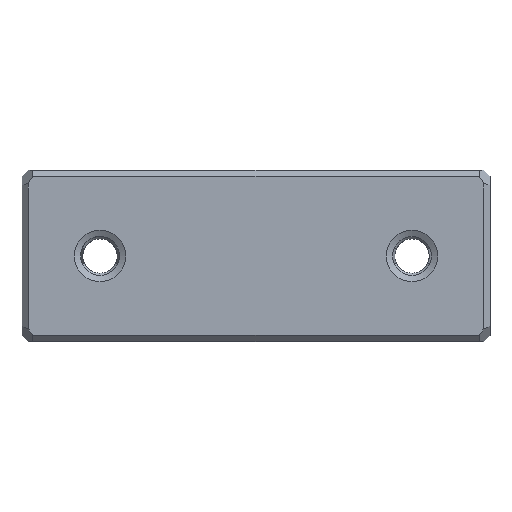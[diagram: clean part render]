
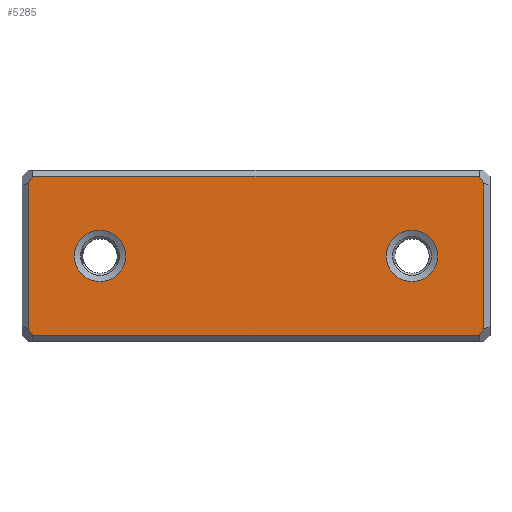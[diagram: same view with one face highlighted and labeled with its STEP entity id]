
A CAD part, top view. The second image highlights one B-rep face of the part: STEP entity #5285.
In plain terms, the highlighted planar face has unit normal (0, 0, 1).
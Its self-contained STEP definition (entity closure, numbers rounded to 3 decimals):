
#5193=CIRCLE('',#23426,0.825);
#5194=CIRCLE('',#23427,0.825);
#5285=ADVANCED_FACE('DRAWINGID_51',(#7439,#7440,#7441),#6273,.F.);
#6273=PLANE('',#23428);
#7439=FACE_BOUND('',#7605,.T.);
#7440=FACE_BOUND('',#7606,.T.);
#7441=FACE_BOUND('',#7607,.T.);
#7605=EDGE_LOOP('',(#9377));
#7606=EDGE_LOOP('',(#9378));
#7607=EDGE_LOOP('',(#9379,#9380,#9381,#9382,#9383,#9384,#9385,#9386));
#9377=ORIENTED_EDGE('',*,*,#16685,.T.);
#9378=ORIENTED_EDGE('',*,*,#16686,.T.);
#9379=ORIENTED_EDGE('',*,*,#16687,.T.);
#9380=ORIENTED_EDGE('',*,*,#16688,.T.);
#9381=ORIENTED_EDGE('',*,*,#16689,.T.);
#9382=ORIENTED_EDGE('',*,*,#16690,.T.);
#9383=ORIENTED_EDGE('',*,*,#16691,.T.);
#9384=ORIENTED_EDGE('',*,*,#16692,.T.);
#9385=ORIENTED_EDGE('',*,*,#16693,.T.);
#9386=ORIENTED_EDGE('',*,*,#16694,.T.);
#14809=VERTEX_POINT('',#30338);
#14810=VERTEX_POINT('',#30340);
#14811=VERTEX_POINT('',#30342);
#14812=VERTEX_POINT('',#30343);
#14813=VERTEX_POINT('',#30345);
#14814=VERTEX_POINT('',#30347);
#14815=VERTEX_POINT('',#30349);
#14816=VERTEX_POINT('',#30351);
#14817=VERTEX_POINT('',#30353);
#14818=VERTEX_POINT('',#30355);
#16685=EDGE_CURVE('',#14809,#14809,#5193,.T.);
#16686=EDGE_CURVE('',#14810,#14810,#5194,.T.);
#16687=EDGE_CURVE('',#14811,#14812,#19259,.T.);
#16688=EDGE_CURVE('',#14812,#14813,#19260,.T.);
#16689=EDGE_CURVE('',#14813,#14814,#19261,.T.);
#16690=EDGE_CURVE('',#14814,#14815,#19262,.T.);
#16691=EDGE_CURVE('',#14815,#14816,#19263,.T.);
#16692=EDGE_CURVE('',#14816,#14817,#19264,.T.);
#16693=EDGE_CURVE('',#14817,#14818,#19265,.T.);
#16694=EDGE_CURVE('',#14818,#14811,#19266,.T.);
#19259=LINE('',#30341,#21587);
#19260=LINE('',#30344,#21588);
#19261=LINE('',#30346,#21589);
#19262=LINE('',#30348,#21590);
#19263=LINE('',#30350,#21591);
#19264=LINE('',#30352,#21592);
#19265=LINE('',#30354,#21593);
#19266=LINE('',#30356,#21594);
#21587=VECTOR('',#24976,1.);
#21588=VECTOR('',#24977,1.);
#21589=VECTOR('',#24978,1.);
#21590=VECTOR('',#24979,1.);
#21591=VECTOR('',#24980,1.);
#21592=VECTOR('',#24981,1.);
#21593=VECTOR('',#24982,1.);
#21594=VECTOR('',#24983,1.);
#23426=AXIS2_PLACEMENT_3D('',#30337,#24972,#24973);
#23427=AXIS2_PLACEMENT_3D('',#30339,#24974,#24975);
#23428=AXIS2_PLACEMENT_3D('',#30357,#24984,#24985);
#24972=DIRECTION('',(0.,0.,-1.));
#24973=DIRECTION('',(-1.,0.,0.));
#24974=DIRECTION('',(0.,0.,-1.));
#24975=DIRECTION('',(-1.,0.,0.));
#24976=DIRECTION('',(-0.577,-0.816,0.));
#24977=DIRECTION('',(0.,-1.,0.));
#24978=DIRECTION('',(0.577,-0.816,0.));
#24979=DIRECTION('',(1.,0.,0.));
#24980=DIRECTION('',(0.577,0.816,0.));
#24981=DIRECTION('',(0.,1.,0.));
#24982=DIRECTION('',(-0.577,0.816,0.));
#24983=DIRECTION('',(-1.,0.,0.));
#24984=DIRECTION('',(0.,0.,-1.));
#24985=DIRECTION('',(1.,0.,0.));
#30337=CARTESIAN_POINT('',(-5.,0.,3.2));
#30338=CARTESIAN_POINT('',(-5.825,0.,3.2));
#30339=CARTESIAN_POINT('',(5.,0.,3.2));
#30340=CARTESIAN_POINT('',(4.175,0.,3.2));
#30341=CARTESIAN_POINT('',(-7.23,2.437,3.2));
#30342=CARTESIAN_POINT('',(-7.15,2.55,3.2));
#30343=CARTESIAN_POINT('',(-7.3,2.338,3.2));
#30344=CARTESIAN_POINT('',(-7.3,2.75,3.2));
#30345=CARTESIAN_POINT('',(-7.3,-2.338,3.2));
#30346=CARTESIAN_POINT('',(-7.23,-2.437,3.2));
#30347=CARTESIAN_POINT('',(-7.15,-2.55,3.2));
#30348=CARTESIAN_POINT('',(7.5,-2.55,3.2));
#30349=CARTESIAN_POINT('',(7.15,-2.55,3.2));
#30350=CARTESIAN_POINT('',(7.23,-2.437,3.2));
#30351=CARTESIAN_POINT('',(7.3,-2.338,3.2));
#30352=CARTESIAN_POINT('',(7.3,2.055,3.2));
#30353=CARTESIAN_POINT('',(7.3,2.338,3.2));
#30354=CARTESIAN_POINT('',(7.23,2.437,3.2));
#30355=CARTESIAN_POINT('',(7.15,2.55,3.2));
#30356=CARTESIAN_POINT('',(7.5,2.55,3.2));
#30357=CARTESIAN_POINT('',(7.5,2.75,3.2));
